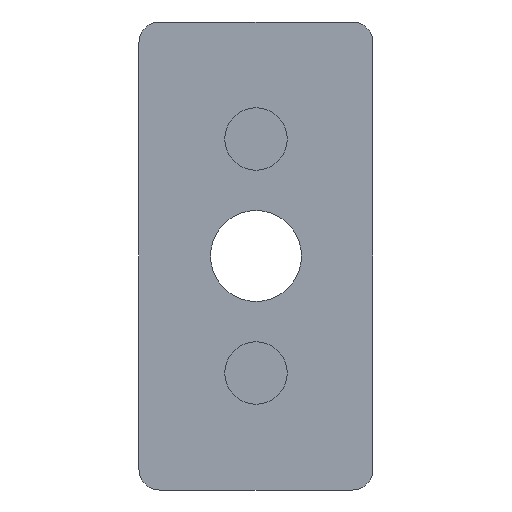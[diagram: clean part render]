
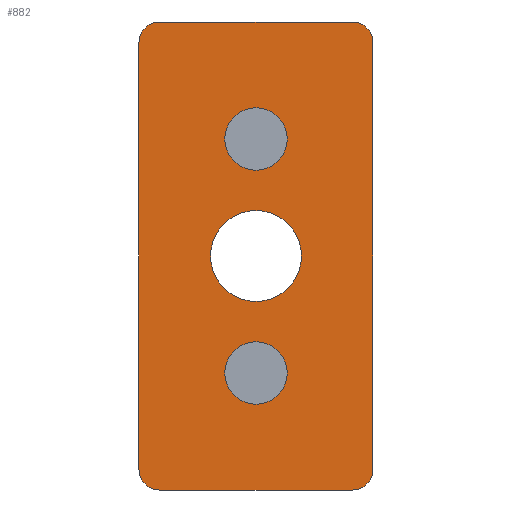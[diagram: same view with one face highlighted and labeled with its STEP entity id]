
A CAD part, front view. The second image highlights one B-rep face of the part: STEP entity #882.
In plain terms, the highlighted planar face has unit normal (0, -1, 0).
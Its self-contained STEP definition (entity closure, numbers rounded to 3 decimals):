
#7 = ORIENTED_EDGE ( 'NONE', *, *, #678, .F. ) ;
#24 = AXIS2_PLACEMENT_3D ( 'NONE', #674, #766, #56 ) ;
#39 = LINE ( 'NONE', #979, #740 ) ;
#56 = DIRECTION ( 'NONE',  ( 1., 0., 0. ) ) ;
#71 = CARTESIAN_POINT ( 'NONE',  ( 18.5, 0., 41. ) ) ;
#79 = CARTESIAN_POINT ( 'NONE',  ( -18.5, 0., 45. ) ) ;
#86 = CARTESIAN_POINT ( 'NONE',  ( 18.5, 0., 45. ) ) ;
#121 = VERTEX_POINT ( 'NONE', #363 ) ;
#136 = AXIS2_PLACEMENT_3D ( 'NONE', #829, #235, #1055 ) ;
#140 = VERTEX_POINT ( 'NONE', #1095 ) ;
#146 = CARTESIAN_POINT ( 'NONE',  ( 0., 0., -22.5 ) ) ;
#150 = CARTESIAN_POINT ( 'NONE',  ( 18.5, 0., -45. ) ) ;
#159 = ORIENTED_EDGE ( 'NONE', *, *, #1287, .F. ) ;
#160 = CARTESIAN_POINT ( 'NONE',  ( -18.5, 0., -45. ) ) ;
#177 = VERTEX_POINT ( 'NONE', #86 ) ;
#180 = DIRECTION ( 'NONE',  ( 1., 0., 0. ) ) ;
#183 = AXIS2_PLACEMENT_3D ( 'NONE', #338, #1078, #653 ) ;
#191 = CARTESIAN_POINT ( 'NONE',  ( 0., 0., -45. ) ) ;
#194 = FACE_BOUND ( 'NONE', #810, .T. ) ;
#200 = CARTESIAN_POINT ( 'NONE',  ( 0., 0., 8.75 ) ) ;
#205 = ORIENTED_EDGE ( 'NONE', *, *, #823, .F. ) ;
#235 = DIRECTION ( 'NONE',  ( 0., -1., 0. ) ) ;
#239 = ORIENTED_EDGE ( 'NONE', *, *, #906, .F. ) ;
#240 = EDGE_LOOP ( 'NONE', ( #1217, #251 ) ) ;
#251 = ORIENTED_EDGE ( 'NONE', *, *, #1042, .F. ) ;
#252 = AXIS2_PLACEMENT_3D ( 'NONE', #497, #681, #992 ) ;
#273 = EDGE_CURVE ( 'NONE', #807, #515, #1164, .T. ) ;
#283 = AXIS2_PLACEMENT_3D ( 'NONE', #146, #500, #1011 ) ;
#287 = DIRECTION ( 'NONE',  ( 0., 0., 1. ) ) ;
#289 = CARTESIAN_POINT ( 'NONE',  ( -22.5, 0., -41. ) ) ;
#291 = CARTESIAN_POINT ( 'NONE',  ( 18.5, 0., -41. ) ) ;
#296 = CARTESIAN_POINT ( 'NONE',  ( 0., 0., -16.5 ) ) ;
#298 = DIRECTION ( 'NONE',  ( 0., 1., 0. ) ) ;
#305 = ORIENTED_EDGE ( 'NONE', *, *, #398, .F. ) ;
#318 = VERTEX_POINT ( 'NONE', #1049 ) ;
#324 = EDGE_CURVE ( 'NONE', #318, #350, #1289, .T. ) ;
#325 = VECTOR ( 'NONE', #368, 1000. ) ;
#338 = CARTESIAN_POINT ( 'NONE',  ( 0., 0., 22.5 ) ) ;
#350 = VERTEX_POINT ( 'NONE', #79 ) ;
#363 = CARTESIAN_POINT ( 'NONE',  ( 0., 0., -28.5 ) ) ;
#368 = DIRECTION ( 'NONE',  ( 1., 0., 0. ) ) ;
#381 = CARTESIAN_POINT ( 'NONE',  ( 0., 0., 0. ) ) ;
#384 = VERTEX_POINT ( 'NONE', #411 ) ;
#390 = AXIS2_PLACEMENT_3D ( 'NONE', #1300, #298, #399 ) ;
#392 = DIRECTION ( 'NONE',  ( 0., 1., 0. ) ) ;
#398 = EDGE_CURVE ( 'NONE', #1261, #318, #784, .T. ) ;
#399 = DIRECTION ( 'NONE',  ( -1., 0., 0. ) ) ;
#409 = CIRCLE ( 'NONE', #1061, 6. ) ;
#411 = CARTESIAN_POINT ( 'NONE',  ( 22.5, 0., -41. ) ) ;
#434 = CARTESIAN_POINT ( 'NONE',  ( 0., 0., -8.75 ) ) ;
#444 = DIRECTION ( 'NONE',  ( 0., -1., 0. ) ) ;
#450 = VERTEX_POINT ( 'NONE', #160 ) ;
#469 = CARTESIAN_POINT ( 'NONE',  ( 0., 0., -22.5 ) ) ;
#471 = FACE_OUTER_BOUND ( 'NONE', #1204, .T. ) ;
#494 = DIRECTION ( 'NONE',  ( 1., 0., 0. ) ) ;
#497 = CARTESIAN_POINT ( 'NONE',  ( 0., 0., 22.5 ) ) ;
#500 = DIRECTION ( 'NONE',  ( 0., -1., 0. ) ) ;
#509 = VERTEX_POINT ( 'NONE', #704 ) ;
#513 = CIRCLE ( 'NONE', #136, 8.75 ) ;
#515 = VERTEX_POINT ( 'NONE', #200 ) ;
#549 = DIRECTION ( 'NONE',  ( 0., 0., -1. ) ) ;
#563 = ORIENTED_EDGE ( 'NONE', *, *, #1189, .F. ) ;
#573 = DIRECTION ( 'NONE',  ( 0., -1., 0. ) ) ;
#580 = EDGE_LOOP ( 'NONE', ( #944, #563 ) ) ;
#590 = VECTOR ( 'NONE', #921, 1000. ) ;
#591 = CIRCLE ( 'NONE', #252, 6. ) ;
#595 = VERTEX_POINT ( 'NONE', #296 ) ;
#605 = AXIS2_PLACEMENT_3D ( 'NONE', #291, #770, #494 ) ;
#653 = DIRECTION ( 'NONE',  ( 0., 0., -1. ) ) ;
#656 = CIRCLE ( 'NONE', #605, 4. ) ;
#674 = CARTESIAN_POINT ( 'NONE',  ( -18.5, 0., 41. ) ) ;
#678 = EDGE_CURVE ( 'NONE', #509, #384, #39, .T. ) ;
#681 = DIRECTION ( 'NONE',  ( 0., -1., 0. ) ) ;
#683 = DIRECTION ( 'NONE',  ( 0., 1., 0. ) ) ;
#701 = FACE_BOUND ( 'NONE', #580, .T. ) ;
#704 = CARTESIAN_POINT ( 'NONE',  ( 22.5, 0., 41. ) ) ;
#725 = FACE_BOUND ( 'NONE', #240, .T. ) ;
#740 = VECTOR ( 'NONE', #1092, 1000. ) ;
#745 = ORIENTED_EDGE ( 'NONE', *, *, #324, .F. ) ;
#747 = ORIENTED_EDGE ( 'NONE', *, *, #1239, .F. ) ;
#766 = DIRECTION ( 'NONE',  ( 0., 1., 0. ) ) ;
#768 = ORIENTED_EDGE ( 'NONE', *, *, #1015, .F. ) ;
#770 = DIRECTION ( 'NONE',  ( 0., 1., 0. ) ) ;
#784 = LINE ( 'NONE', #1126, #590 ) ;
#807 = VERTEX_POINT ( 'NONE', #434 ) ;
#810 = EDGE_LOOP ( 'NONE', ( #747, #768 ) ) ;
#817 = LINE ( 'NONE', #191, #1315 ) ;
#823 = EDGE_CURVE ( 'NONE', #177, #509, #1286, .T. ) ;
#829 = CARTESIAN_POINT ( 'NONE',  ( 0., 0., 0. ) ) ;
#835 = LINE ( 'NONE', #1096, #325 ) ;
#853 = EDGE_CURVE ( 'NONE', #1119, #450, #817, .T. ) ;
#882 = ADVANCED_FACE ( 'NONE', ( #725, #471, #194, #701 ), #1303, .F. ) ;
#886 = EDGE_CURVE ( 'NONE', #121, #595, #1193, .T. ) ;
#895 = DIRECTION ( 'NONE',  ( -1., 0., 0. ) ) ;
#906 = EDGE_CURVE ( 'NONE', #350, #177, #835, .T. ) ;
#921 = DIRECTION ( 'NONE',  ( 0., 0., 1. ) ) ;
#944 = ORIENTED_EDGE ( 'NONE', *, *, #886, .F. ) ;
#946 = CARTESIAN_POINT ( 'NONE',  ( 0., 0., 0. ) ) ;
#956 = CIRCLE ( 'NONE', #390, 4. ) ;
#979 = CARTESIAN_POINT ( 'NONE',  ( 22.5, 0., 0. ) ) ;
#986 = CIRCLE ( 'NONE', #183, 6. ) ;
#992 = DIRECTION ( 'NONE',  ( 0., 0., -1. ) ) ;
#1011 = DIRECTION ( 'NONE',  ( 0., 0., -1. ) ) ;
#1015 = EDGE_CURVE ( 'NONE', #1050, #140, #986, .T. ) ;
#1040 = ORIENTED_EDGE ( 'NONE', *, *, #853, .F. ) ;
#1042 = EDGE_CURVE ( 'NONE', #515, #807, #513, .T. ) ;
#1045 = AXIS2_PLACEMENT_3D ( 'NONE', #71, #392, #180 ) ;
#1049 = CARTESIAN_POINT ( 'NONE',  ( -22.5, 0., 41. ) ) ;
#1050 = VERTEX_POINT ( 'NONE', #1172 ) ;
#1055 = DIRECTION ( 'NONE',  ( 0., 0., -1. ) ) ;
#1061 = AXIS2_PLACEMENT_3D ( 'NONE', #469, #573, #1085 ) ;
#1078 = DIRECTION ( 'NONE',  ( 0., -1., 0. ) ) ;
#1085 = DIRECTION ( 'NONE',  ( 0., 0., -1. ) ) ;
#1088 = ORIENTED_EDGE ( 'NONE', *, *, #1221, .F. ) ;
#1092 = DIRECTION ( 'NONE',  ( 0., 0., -1. ) ) ;
#1095 = CARTESIAN_POINT ( 'NONE',  ( 0., 0., 16.5 ) ) ;
#1096 = CARTESIAN_POINT ( 'NONE',  ( 0., 0., 45. ) ) ;
#1118 = AXIS2_PLACEMENT_3D ( 'NONE', #946, #444, #549 ) ;
#1119 = VERTEX_POINT ( 'NONE', #150 ) ;
#1126 = CARTESIAN_POINT ( 'NONE',  ( -22.5, 0., 0. ) ) ;
#1163 = AXIS2_PLACEMENT_3D ( 'NONE', #381, #683, #287 ) ;
#1164 = CIRCLE ( 'NONE', #1118, 8.75 ) ;
#1172 = CARTESIAN_POINT ( 'NONE',  ( 0., 0., 28.5 ) ) ;
#1189 = EDGE_CURVE ( 'NONE', #595, #121, #409, .T. ) ;
#1193 = CIRCLE ( 'NONE', #283, 6. ) ;
#1204 = EDGE_LOOP ( 'NONE', ( #1040, #1088, #7, #205, #239, #745, #305, #159 ) ) ;
#1217 = ORIENTED_EDGE ( 'NONE', *, *, #273, .F. ) ;
#1221 = EDGE_CURVE ( 'NONE', #384, #1119, #656, .T. ) ;
#1239 = EDGE_CURVE ( 'NONE', #140, #1050, #591, .T. ) ;
#1261 = VERTEX_POINT ( 'NONE', #289 ) ;
#1286 = CIRCLE ( 'NONE', #1045, 4. ) ;
#1287 = EDGE_CURVE ( 'NONE', #450, #1261, #956, .T. ) ;
#1289 = CIRCLE ( 'NONE', #24, 4. ) ;
#1300 = CARTESIAN_POINT ( 'NONE',  ( -18.5, 0., -41. ) ) ;
#1303 = PLANE ( 'NONE',  #1163 ) ;
#1315 = VECTOR ( 'NONE', #895, 1000. ) ;
